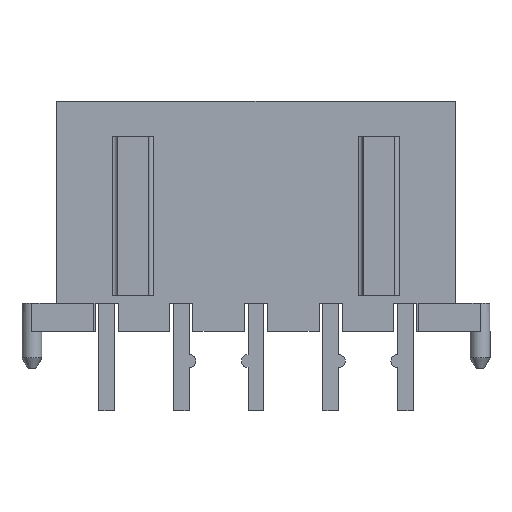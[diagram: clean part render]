
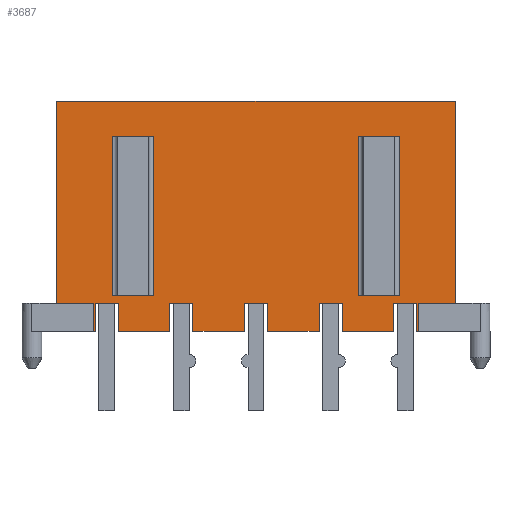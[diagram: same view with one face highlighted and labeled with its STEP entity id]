
A CAD part, front view. The second image highlights one B-rep face of the part: STEP entity #3687.
In plain terms, the highlighted planar face has unit normal (0, -1, 0).
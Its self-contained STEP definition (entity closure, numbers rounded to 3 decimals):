
#80=DIRECTION('',(1.,0.,0.));
#81=VECTOR('',#80,16.);
#82=CARTESIAN_POINT('',(-8.,-1.93,0.));
#83=LINE('',#82,#81);
#297=DIRECTION('',(1.,0.,0.));
#298=VECTOR('',#297,2.07);
#299=CARTESIAN_POINT('',(3.465,-1.93,-9.24));
#300=LINE('',#299,#298);
#329=DIRECTION('',(1.,0.,0.));
#330=VECTOR('',#329,2.07);
#331=CARTESIAN_POINT('',(0.465,-1.93,-9.24));
#332=LINE('',#331,#330);
#361=DIRECTION('',(1.,0.,0.));
#362=VECTOR('',#361,2.07);
#363=CARTESIAN_POINT('',(-2.535,-1.93,-9.24));
#364=LINE('',#363,#362);
#393=DIRECTION('',(1.,0.,0.));
#394=VECTOR('',#393,2.07);
#395=CARTESIAN_POINT('',(-5.535,-1.93,-9.24));
#396=LINE('',#395,#394);
#450=DIRECTION('',(1.,0.,0.));
#451=VECTOR('',#450,0.07);
#452=CARTESIAN_POINT('',(-6.535,-1.93,-9.24));
#453=LINE('',#452,#451);
#493=DIRECTION('',(1.,0.,0.));
#494=VECTOR('',#493,0.07);
#495=CARTESIAN_POINT('',(6.465,-1.93,-9.24));
#496=LINE('',#495,#494);
#797=DIRECTION('',(0.,0.,-1.));
#798=VECTOR('',#797,8.11);
#799=CARTESIAN_POINT('',(8.,-1.93,0.));
#800=LINE('',#799,#798);
#940=DIRECTION('',(0.,0.,-1.));
#941=VECTOR('',#940,6.4);
#942=CARTESIAN_POINT('',(-5.75,-1.93,-1.4));
#943=LINE('',#942,#941);
#944=DIRECTION('',(0.,0.,1.));
#945=VECTOR('',#944,6.4);
#946=CARTESIAN_POINT('',(-4.1,-1.93,-7.8));
#947=LINE('',#946,#945);
#948=DIRECTION('',(0.,0.,-1.));
#949=VECTOR('',#948,6.4);
#950=CARTESIAN_POINT('',(4.1,-1.93,-1.4));
#951=LINE('',#950,#949);
#952=DIRECTION('',(0.,0.,1.));
#953=VECTOR('',#952,6.4);
#954=CARTESIAN_POINT('',(5.75,-1.93,-7.8));
#955=LINE('',#954,#953);
#956=DIRECTION('',(1.,0.,0.));
#957=VECTOR('',#956,1.465);
#958=CARTESIAN_POINT('',(-8.,-1.93,-8.11));
#959=LINE('',#958,#957);
#960=DIRECTION('',(0.,0.,-1.));
#961=VECTOR('',#960,8.11);
#962=CARTESIAN_POINT('',(-8.,-1.93,0.));
#963=LINE('',#962,#961);
#964=DIRECTION('',(1.,0.,0.));
#965=VECTOR('',#964,1.465);
#966=CARTESIAN_POINT('',(6.535,-1.93,-8.11));
#967=LINE('',#966,#965);
#968=DIRECTION('',(0.,0.,1.));
#969=VECTOR('',#968,1.13);
#970=CARTESIAN_POINT('',(6.535,-1.93,-9.24));
#971=LINE('',#970,#969);
#972=DIRECTION('',(0.,0.,1.));
#973=VECTOR('',#972,1.13);
#974=CARTESIAN_POINT('',(6.465,-1.93,-9.24));
#975=LINE('',#974,#973);
#976=DIRECTION('',(1.,0.,0.));
#977=VECTOR('',#976,0.93);
#978=CARTESIAN_POINT('',(5.535,-1.93,-8.11));
#979=LINE('',#978,#977);
#980=DIRECTION('',(0.,0.,1.));
#981=VECTOR('',#980,1.13);
#982=CARTESIAN_POINT('',(5.535,-1.93,-9.24));
#983=LINE('',#982,#981);
#984=DIRECTION('',(0.,0.,1.));
#985=VECTOR('',#984,1.13);
#986=CARTESIAN_POINT('',(3.465,-1.93,-9.24));
#987=LINE('',#986,#985);
#988=DIRECTION('',(1.,0.,0.));
#989=VECTOR('',#988,0.93);
#990=CARTESIAN_POINT('',(2.535,-1.93,-8.11));
#991=LINE('',#990,#989);
#992=DIRECTION('',(0.,0.,1.));
#993=VECTOR('',#992,1.13);
#994=CARTESIAN_POINT('',(2.535,-1.93,-9.24));
#995=LINE('',#994,#993);
#996=DIRECTION('',(0.,0.,1.));
#997=VECTOR('',#996,1.13);
#998=CARTESIAN_POINT('',(0.465,-1.93,-9.24));
#999=LINE('',#998,#997);
#1000=DIRECTION('',(1.,0.,0.));
#1001=VECTOR('',#1000,0.93);
#1002=CARTESIAN_POINT('',(-0.465,-1.93,-8.11));
#1003=LINE('',#1002,#1001);
#1004=DIRECTION('',(0.,0.,1.));
#1005=VECTOR('',#1004,1.13);
#1006=CARTESIAN_POINT('',(-0.465,-1.93,-9.24));
#1007=LINE('',#1006,#1005);
#1008=DIRECTION('',(0.,0.,1.));
#1009=VECTOR('',#1008,1.13);
#1010=CARTESIAN_POINT('',(-2.535,-1.93,-9.24));
#1011=LINE('',#1010,#1009);
#1012=DIRECTION('',(1.,0.,0.));
#1013=VECTOR('',#1012,0.93);
#1014=CARTESIAN_POINT('',(-3.465,-1.93,-8.11));
#1015=LINE('',#1014,#1013);
#1016=DIRECTION('',(0.,0.,1.));
#1017=VECTOR('',#1016,1.13);
#1018=CARTESIAN_POINT('',(-3.465,-1.93,-9.24));
#1019=LINE('',#1018,#1017);
#1020=DIRECTION('',(0.,0.,1.));
#1021=VECTOR('',#1020,1.13);
#1022=CARTESIAN_POINT('',(-5.535,-1.93,-9.24));
#1023=LINE('',#1022,#1021);
#1024=DIRECTION('',(1.,0.,0.));
#1025=VECTOR('',#1024,0.93);
#1026=CARTESIAN_POINT('',(-6.465,-1.93,-8.11));
#1027=LINE('',#1026,#1025);
#1028=DIRECTION('',(0.,0.,1.));
#1029=VECTOR('',#1028,1.13);
#1030=CARTESIAN_POINT('',(-6.465,-1.93,-9.24));
#1031=LINE('',#1030,#1029);
#1032=DIRECTION('',(0.,0.,1.));
#1033=VECTOR('',#1032,1.13);
#1034=CARTESIAN_POINT('',(-6.535,-1.93,-9.24));
#1035=LINE('',#1034,#1033);
#1046=DIRECTION('',(1.,0.,0.));
#1047=VECTOR('',#1046,1.65);
#1048=CARTESIAN_POINT('',(-5.75,-1.93,-1.4));
#1049=LINE('',#1048,#1047);
#1064=DIRECTION('',(-1.,0.,0.));
#1065=VECTOR('',#1064,1.65);
#1066=CARTESIAN_POINT('',(-4.1,-1.93,-7.8));
#1067=LINE('',#1066,#1065);
#1130=DIRECTION('',(1.,0.,0.));
#1131=VECTOR('',#1130,1.65);
#1132=CARTESIAN_POINT('',(4.1,-1.93,-1.4));
#1133=LINE('',#1132,#1131);
#1148=DIRECTION('',(-1.,0.,0.));
#1149=VECTOR('',#1148,1.65);
#1150=CARTESIAN_POINT('',(5.75,-1.93,-7.8));
#1151=LINE('',#1150,#1149);
#1993=CARTESIAN_POINT('',(-8.,-1.93,0.));
#1995=VERTEX_POINT('',#1993);
#1996=CARTESIAN_POINT('',(8.,-1.93,0.));
#1997=VERTEX_POINT('',#1996);
#2028=CARTESIAN_POINT('',(-5.75,-1.93,-1.4));
#2029=CARTESIAN_POINT('',(-5.75,-1.93,-7.8));
#2030=VERTEX_POINT('',#2028);
#2031=VERTEX_POINT('',#2029);
#2036=CARTESIAN_POINT('',(-4.1,-1.93,-7.8));
#2037=CARTESIAN_POINT('',(-4.1,-1.93,-1.4));
#2038=VERTEX_POINT('',#2036);
#2039=VERTEX_POINT('',#2037);
#2044=CARTESIAN_POINT('',(4.1,-1.93,-1.4));
#2045=CARTESIAN_POINT('',(4.1,-1.93,-7.8));
#2046=VERTEX_POINT('',#2044);
#2047=VERTEX_POINT('',#2045);
#2052=CARTESIAN_POINT('',(5.75,-1.93,-7.8));
#2053=CARTESIAN_POINT('',(5.75,-1.93,-1.4));
#2054=VERTEX_POINT('',#2052);
#2055=VERTEX_POINT('',#2053);
#2140=CARTESIAN_POINT('',(5.535,-1.93,-9.24));
#2142=VERTEX_POINT('',#2140);
#2144=CARTESIAN_POINT('',(6.465,-1.93,-9.24));
#2146=VERTEX_POINT('',#2144);
#2164=CARTESIAN_POINT('',(2.535,-1.93,-9.24));
#2166=VERTEX_POINT('',#2164);
#2168=CARTESIAN_POINT('',(3.465,-1.93,-9.24));
#2170=VERTEX_POINT('',#2168);
#2188=CARTESIAN_POINT('',(-0.465,-1.93,-9.24));
#2190=VERTEX_POINT('',#2188);
#2192=CARTESIAN_POINT('',(0.465,-1.93,-9.24));
#2194=VERTEX_POINT('',#2192);
#2212=CARTESIAN_POINT('',(-3.465,-1.93,-9.24));
#2214=VERTEX_POINT('',#2212);
#2216=CARTESIAN_POINT('',(-2.535,-1.93,-9.24));
#2218=VERTEX_POINT('',#2216);
#2236=CARTESIAN_POINT('',(-6.465,-1.93,-9.24));
#2238=VERTEX_POINT('',#2236);
#2240=CARTESIAN_POINT('',(-5.535,-1.93,-9.24));
#2242=VERTEX_POINT('',#2240);
#2304=CARTESIAN_POINT('',(6.535,-1.93,-8.11));
#2305=VERTEX_POINT('',#2304);
#2306=CARTESIAN_POINT('',(-6.535,-1.93,-8.11));
#2307=VERTEX_POINT('',#2306);
#2308=CARTESIAN_POINT('',(-8.,-1.93,-8.11));
#2309=VERTEX_POINT('',#2308);
#2310=CARTESIAN_POINT('',(8.,-1.93,-8.11));
#2311=VERTEX_POINT('',#2310);
#2312=CARTESIAN_POINT('',(6.535,-1.93,-9.24));
#2313=VERTEX_POINT('',#2312);
#2314=CARTESIAN_POINT('',(-6.535,-1.93,-9.24));
#2315=VERTEX_POINT('',#2314);
#2316=CARTESIAN_POINT('',(5.535,-1.93,-8.11));
#2317=VERTEX_POINT('',#2316);
#2318=CARTESIAN_POINT('',(6.465,-1.93,-8.11));
#2319=VERTEX_POINT('',#2318);
#2324=CARTESIAN_POINT('',(2.535,-1.93,-8.11));
#2325=VERTEX_POINT('',#2324);
#2326=CARTESIAN_POINT('',(3.465,-1.93,-8.11));
#2327=VERTEX_POINT('',#2326);
#2332=CARTESIAN_POINT('',(-0.465,-1.93,-8.11));
#2333=VERTEX_POINT('',#2332);
#2334=CARTESIAN_POINT('',(0.465,-1.93,-8.11));
#2335=VERTEX_POINT('',#2334);
#2340=CARTESIAN_POINT('',(-3.465,-1.93,-8.11));
#2341=VERTEX_POINT('',#2340);
#2342=CARTESIAN_POINT('',(-2.535,-1.93,-8.11));
#2343=VERTEX_POINT('',#2342);
#2348=CARTESIAN_POINT('',(-6.465,-1.93,-8.11));
#2349=VERTEX_POINT('',#2348);
#2350=CARTESIAN_POINT('',(-5.535,-1.93,-8.11));
#2351=VERTEX_POINT('',#2350);
#3625=CARTESIAN_POINT('',(-8.,-1.93,0.));
#3626=DIRECTION('',(0.,-1.,0.));
#3627=DIRECTION('',(1.,0.,0.));
#3628=AXIS2_PLACEMENT_3D('',#3625,#3626,#3627);
#3629=PLANE('',#3628);
#3630=ORIENTED_EDGE('',*,*,#3426,.F.);
#3631=ORIENTED_EDGE('',*,*,#3295,.F.);
#3632=ORIENTED_EDGE('',*,*,#2615,.T.);
#3633=ORIENTED_EDGE('',*,*,#3390,.T.);
#3634=ORIENTED_EDGE('',*,*,#3406,.F.);
#3635=ORIENTED_EDGE('',*,*,#3448,.F.);
#3636=ORIENTED_EDGE('',*,*,#2997,.F.);
#3637=ORIENTED_EDGE('',*,*,#3016,.T.);
#3638=ORIENTED_EDGE('',*,*,#3191,.F.);
#3640=ORIENTED_EDGE('',*,*,#3639,.F.);
#3641=ORIENTED_EDGE('',*,*,#2828,.F.);
#3642=ORIENTED_EDGE('',*,*,#3136,.T.);
#3643=ORIENTED_EDGE('',*,*,#3185,.F.);
#3645=ORIENTED_EDGE('',*,*,#3644,.F.);
#3646=ORIENTED_EDGE('',*,*,#2859,.F.);
#3648=ORIENTED_EDGE('',*,*,#3647,.T.);
#3649=ORIENTED_EDGE('',*,*,#3178,.F.);
#3651=ORIENTED_EDGE('',*,*,#3650,.F.);
#3652=ORIENTED_EDGE('',*,*,#2890,.F.);
#3654=ORIENTED_EDGE('',*,*,#3653,.T.);
#3655=ORIENTED_EDGE('',*,*,#3171,.F.);
#3657=ORIENTED_EDGE('',*,*,#3656,.F.);
#3658=ORIENTED_EDGE('',*,*,#2921,.F.);
#3660=ORIENTED_EDGE('',*,*,#3659,.T.);
#3661=ORIENTED_EDGE('',*,*,#3164,.F.);
#3662=ORIENTED_EDGE('',*,*,#2782,.F.);
#3663=ORIENTED_EDGE('',*,*,#2970,.F.);
#3664=ORIENTED_EDGE('',*,*,#3618,.T.);
#3665=EDGE_LOOP('',(#3630,#3631,#3632,#3633,#3634,#3635,#3636,#3637,#3638,#3640,
#3641,#3642,#3643,#3645,#3646,#3648,#3649,#3651,#3652,#3654,#3655,#3657,#3658,
#3660,#3661,#3662,#3663,#3664));
#3666=FACE_OUTER_BOUND('',#3665,.F.);
#3668=ORIENTED_EDGE('',*,*,#3667,.T.);
#3670=ORIENTED_EDGE('',*,*,#3669,.F.);
#3672=ORIENTED_EDGE('',*,*,#3671,.T.);
#3674=ORIENTED_EDGE('',*,*,#3673,.F.);
#3675=EDGE_LOOP('',(#3668,#3670,#3672,#3674));
#3676=FACE_BOUND('',#3675,.F.);
#3678=ORIENTED_EDGE('',*,*,#3677,.T.);
#3680=ORIENTED_EDGE('',*,*,#3679,.F.);
#3682=ORIENTED_EDGE('',*,*,#3681,.T.);
#3684=ORIENTED_EDGE('',*,*,#3683,.F.);
#3685=EDGE_LOOP('',(#3678,#3680,#3682,#3684));
#3686=FACE_BOUND('',#3685,.F.);
#3687=ADVANCED_FACE('',(#3666,#3676,#3686),#3629,.T.);
#2615=EDGE_CURVE('',#1995,#1997,#83,.T.);
#2782=EDGE_CURVE('',#2238,#2349,#1031,.T.);
#2828=EDGE_CURVE('',#2170,#2142,#300,.T.);
#2859=EDGE_CURVE('',#2194,#2166,#332,.T.);
#2890=EDGE_CURVE('',#2218,#2190,#364,.T.);
#2921=EDGE_CURVE('',#2242,#2214,#396,.T.);
#2970=EDGE_CURVE('',#2315,#2238,#453,.T.);
#2997=EDGE_CURVE('',#2146,#2313,#496,.T.);
#3016=EDGE_CURVE('',#2146,#2319,#975,.T.);
#3136=EDGE_CURVE('',#2170,#2327,#987,.T.);
#3164=EDGE_CURVE('',#2349,#2351,#1027,.T.);
#3171=EDGE_CURVE('',#2341,#2343,#1015,.T.);
#3178=EDGE_CURVE('',#2333,#2335,#1003,.T.);
#3185=EDGE_CURVE('',#2325,#2327,#991,.T.);
#3191=EDGE_CURVE('',#2317,#2319,#979,.T.);
#3295=EDGE_CURVE('',#1995,#2309,#963,.T.);
#3390=EDGE_CURVE('',#1997,#2311,#800,.T.);
#3406=EDGE_CURVE('',#2305,#2311,#967,.T.);
#3426=EDGE_CURVE('',#2309,#2307,#959,.T.);
#3448=EDGE_CURVE('',#2313,#2305,#971,.T.);
#3618=EDGE_CURVE('',#2315,#2307,#1035,.T.);
#3639=EDGE_CURVE('',#2142,#2317,#983,.T.);
#3644=EDGE_CURVE('',#2166,#2325,#995,.T.);
#3647=EDGE_CURVE('',#2194,#2335,#999,.T.);
#3650=EDGE_CURVE('',#2190,#2333,#1007,.T.);
#3653=EDGE_CURVE('',#2218,#2343,#1011,.T.);
#3656=EDGE_CURVE('',#2214,#2341,#1019,.T.);
#3659=EDGE_CURVE('',#2242,#2351,#1023,.T.);
#3667=EDGE_CURVE('',#2030,#2031,#943,.T.);
#3669=EDGE_CURVE('',#2038,#2031,#1067,.T.);
#3671=EDGE_CURVE('',#2038,#2039,#947,.T.);
#3673=EDGE_CURVE('',#2030,#2039,#1049,.T.);
#3677=EDGE_CURVE('',#2046,#2047,#951,.T.);
#3679=EDGE_CURVE('',#2054,#2047,#1151,.T.);
#3681=EDGE_CURVE('',#2054,#2055,#955,.T.);
#3683=EDGE_CURVE('',#2046,#2055,#1133,.T.);
